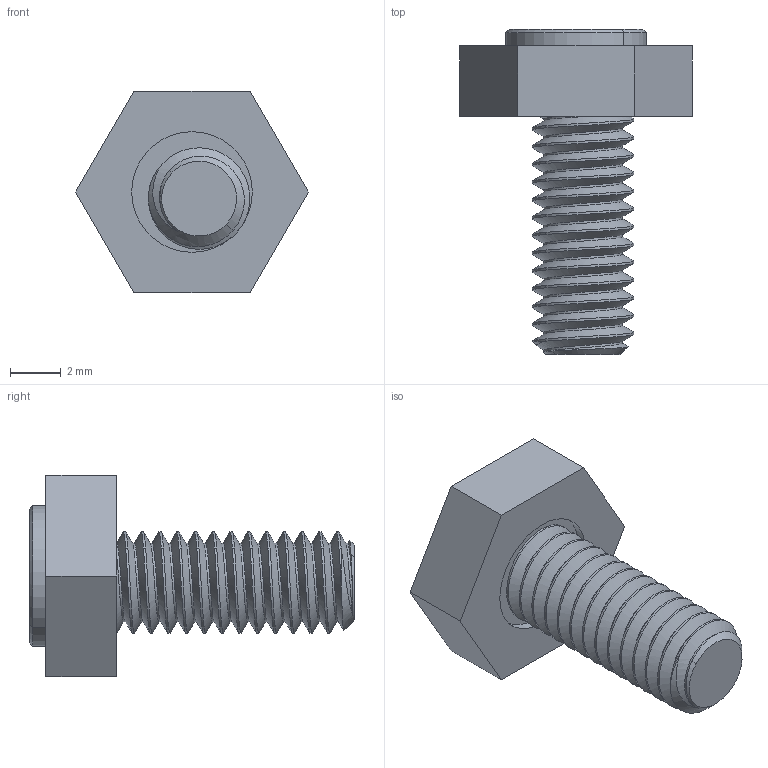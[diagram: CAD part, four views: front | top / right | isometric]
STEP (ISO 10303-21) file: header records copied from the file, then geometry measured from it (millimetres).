
FILE_DESCRIPTION (( 'STEP AP214' ), '1' );
FILE_NAME ('50204.STEP', '2023-07-05T12:56:42', ( '' ), ( '' ), 'SwSTEP 2.0', 'SolidWorks 2021', '' );
FILE_SCHEMA (( 'AUTOMOTIVE_DESIGN' ));
Length unit declared in the file: inch
Products named in the file (3): 10580_10580; 50363_50363; 50204
Assembly tree (2 placements, depth 2):
  50204
    10580_10580
    50363_50363
Bounding box: 9.17 x 12.8 x 7.94 mm (x, y, z)
Volume: 232 mm3; surface area: 506.7 mm2
Topology: 2 solids, 2 shells, 69 faces, 169 edges, 107 vertices
Faces by surface type: cylinder 35, plane 19, cone 12, bspline 3
Entity records: 3955 total; most frequent: CARTESIAN_POINT 2397, ORIENTED_EDGE 338, DIRECTION 266, EDGE_CURVE 169, VERTEX_POINT 107, AXIS2_PLACEMENT_3D 98, EDGE_LOOP 74, LINE 70
